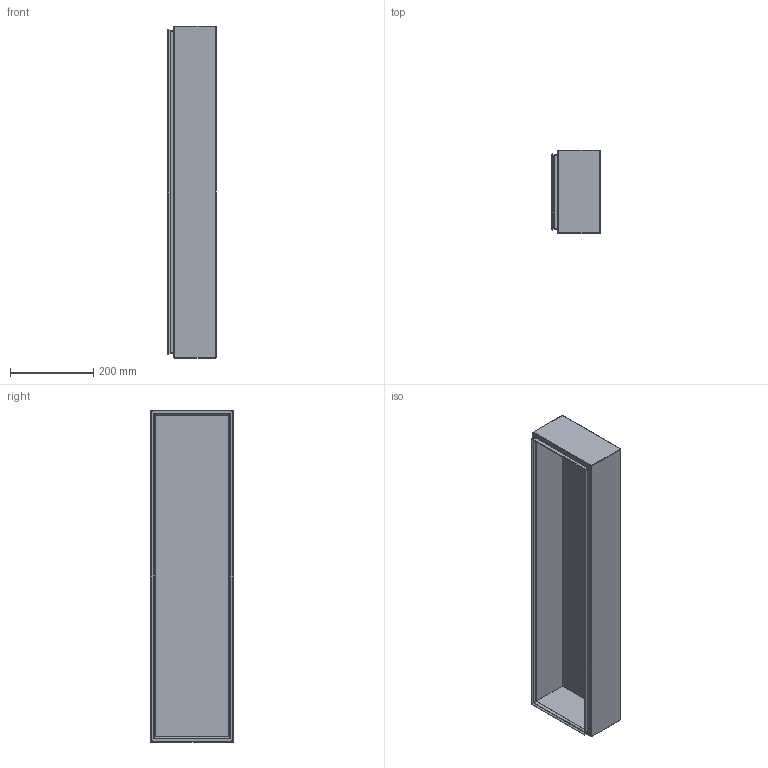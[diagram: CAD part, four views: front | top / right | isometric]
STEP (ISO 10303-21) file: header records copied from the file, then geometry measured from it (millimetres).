
FILE_DESCRIPTION(('Open CASCADE Model'),'2;1');
FILE_NAME('Open CASCADE Shape Model','2021-04-08T10:47:35',('Author'),( 'Open CASCADE'),'Open CASCADE STEP processor 7.4','Open CASCADE 7.4' ,'Unknown');
FILE_SCHEMA(('CONFIG_CONTROL_DESIGN'));
Length unit declared in the file: millimetre
Products named in the file (1): 9708-0496_SSTB208012-1005_1 96
Bounding box: 116.2 x 200 x 800 mm (x, y, z)
Volume: 407962.9 mm3; surface area: 818914.7 mm2
Topology: 1 solids, 1 shells, 134 faces, 268 edges, 136 vertices
Faces by surface type: plane 70, cylinder 32, bspline 32
Entity records: 9100 total; most frequent: CARTESIAN_POINT 3799, DIRECTION 870, LINE 664, VECTOR 664, ORIENTED_EDGE 536, PCURVE 536, DEFINITIONAL_REPRESENTATION 536, EDGE_CURVE 268
